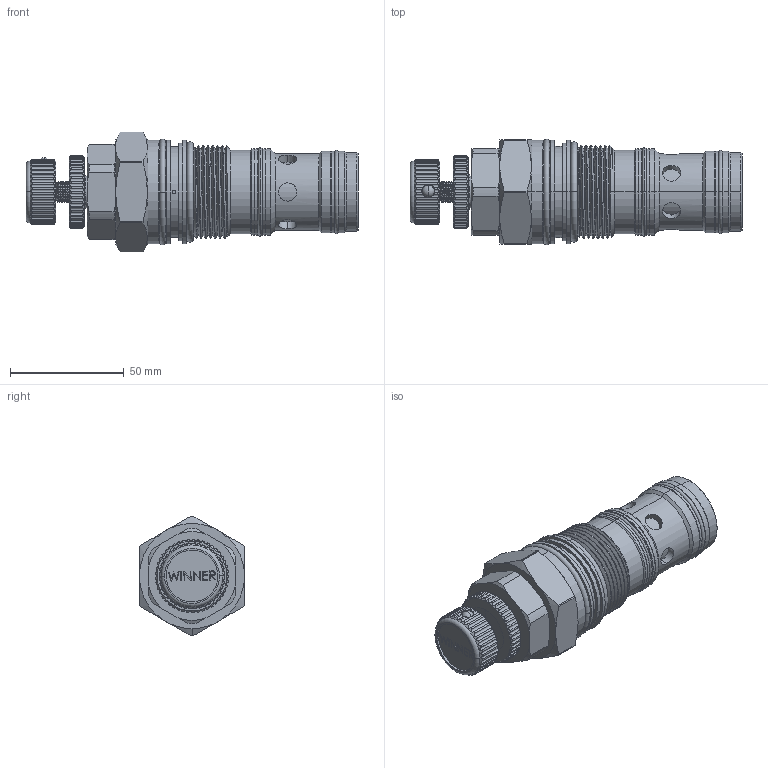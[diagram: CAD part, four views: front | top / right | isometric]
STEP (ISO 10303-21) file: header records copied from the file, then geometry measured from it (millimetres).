
FILE_DESCRIPTION (( 'STEP AP203' ), '1' );
FILE_NAME ('CW20WS4N-K.STEP', '2021-06-28T07:07:13', ( '' ), ( '' ), 'SwSTEP 2.0', 'SolidWorks 2018', '' );
FILE_SCHEMA (( 'CONFIG_CONTROL_DESIGN' ));
Products named in the file (1): CW20WS4N-K
Bounding box: 145.9 x 46.34 x 52.7 mm (x, y, z)
Volume: 158111.8 mm3; surface area: 32276.5 mm2
Topology: 2 solids, 3 shells, 570 faces, 1533 edges, 1004 vertices
Faces by surface type: cylinder 361, plane 123, cone 54, torus 16, bspline 14, sphere 2
Entity records: 30232 total; most frequent: CARTESIAN_POINT 16454, ORIENTED_EDGE 3066, DIRECTION 2622, EDGE_CURVE 1533, VERTEX_POINT 1004, AXIS2_PLACEMENT_3D 994, VECTOR 634, LINE 634
